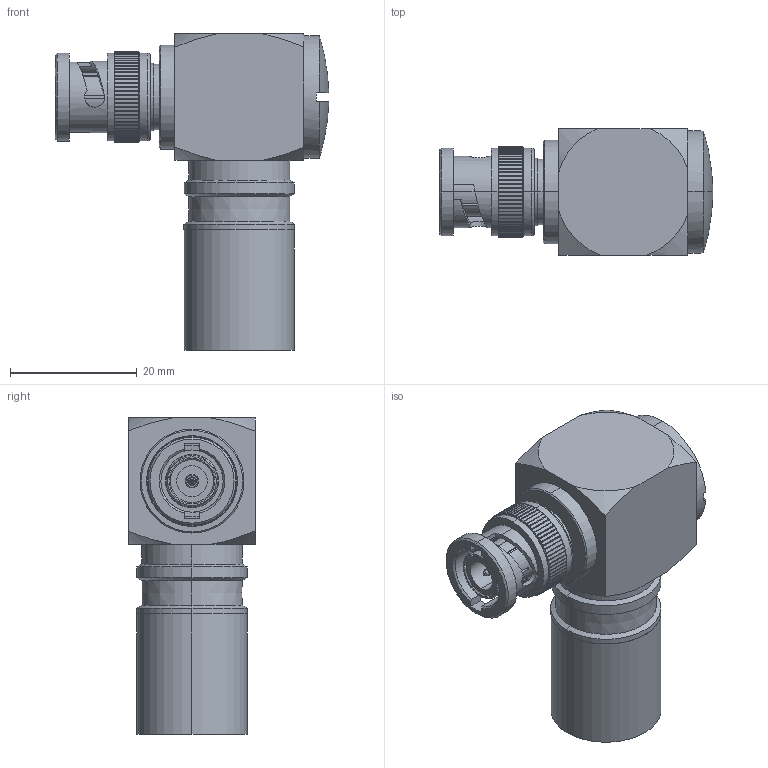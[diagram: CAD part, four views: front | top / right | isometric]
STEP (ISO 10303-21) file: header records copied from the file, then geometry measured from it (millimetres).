
FILE_DESCRIPTION (( 'STEP AP203' ), '1' );
FILE_NAME ('3190-2734.STEP', '2021-04-06T06:25:30', ( '001' ), ( '' ), 'SwSTEP 2.0', 'SolidWorks 2020', '' );
FILE_SCHEMA (( 'CONFIG_CONTROL_DESIGN' ));
Length unit declared in the file: millimetre
Products named in the file (1): 3190-2734
Bounding box: 43.21 x 20 x 50 mm (x, y, z)
Volume: 13517.5 mm3; surface area: 8819.4 mm2
Topology: 1 solids, 2 shells, 477 faces, 1325 edges, 871 vertices
Faces by surface type: plane 279, cylinder 132, cone 53, torus 13
Entity records: 16656 total; most frequent: CARTESIAN_POINT 5064, ORIENTED_EDGE 2650, DIRECTION 2107, EDGE_CURVE 1325, VERTEX_POINT 871, AXIS2_PLACEMENT_3D 814, EDGE_LOOP 502, B_SPLINE_CURVE_WITH_KNOTS 490
